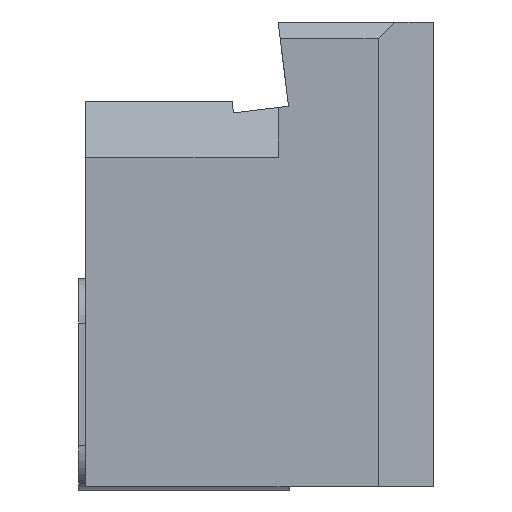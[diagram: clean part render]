
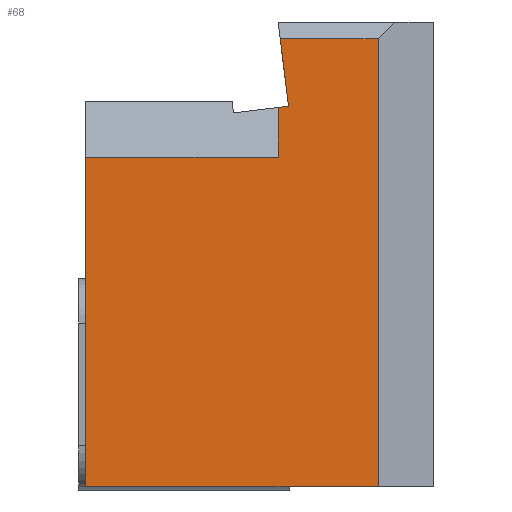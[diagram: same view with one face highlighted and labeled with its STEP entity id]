
A CAD part, left-side view. The second image highlights one B-rep face of the part: STEP entity #68.
In plain terms, the highlighted planar face has unit normal (-1, 0, 0).
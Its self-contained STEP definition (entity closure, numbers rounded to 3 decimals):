
#68=ADVANCED_FACE('',(#122),#98,.T.);
#98=PLANE('',#627);
#122=FACE_OUTER_BOUND('',#152,.T.);
#152=EDGE_LOOP('',(#197,#198,#199,#200,#201,#202,#203,#204));
#197=ORIENTED_EDGE('',*,*,#403,.T.);
#198=ORIENTED_EDGE('',*,*,#404,.T.);
#199=ORIENTED_EDGE('',*,*,#405,.T.);
#200=ORIENTED_EDGE('',*,*,#406,.F.);
#201=ORIENTED_EDGE('',*,*,#407,.T.);
#202=ORIENTED_EDGE('',*,*,#408,.T.);
#203=ORIENTED_EDGE('',*,*,#389,.T.);
#204=ORIENTED_EDGE('',*,*,#409,.T.);
#337=VERTEX_POINT('',#831);
#338=VERTEX_POINT('',#833);
#349=VERTEX_POINT('',#861);
#350=VERTEX_POINT('',#862);
#351=VERTEX_POINT('',#864);
#352=VERTEX_POINT('',#866);
#353=VERTEX_POINT('',#868);
#354=VERTEX_POINT('',#870);
#389=EDGE_CURVE('',#338,#337,#467,.T.);
#403=EDGE_CURVE('',#349,#350,#480,.T.);
#404=EDGE_CURVE('',#350,#351,#481,.T.);
#405=EDGE_CURVE('',#351,#352,#482,.T.);
#406=EDGE_CURVE('',#353,#352,#483,.T.);
#407=EDGE_CURVE('',#353,#354,#484,.T.);
#408=EDGE_CURVE('',#354,#338,#485,.T.);
#409=EDGE_CURVE('',#337,#349,#486,.T.);
#467=LINE('',#832,#533);
#480=LINE('',#860,#546);
#481=LINE('',#863,#547);
#482=LINE('',#865,#548);
#483=LINE('',#867,#549);
#484=LINE('',#869,#550);
#485=LINE('',#871,#551);
#486=LINE('',#872,#552);
#533=VECTOR('',#675,1.);
#546=VECTOR('',#696,1.);
#547=VECTOR('',#697,1.);
#548=VECTOR('',#698,1.);
#549=VECTOR('',#699,1.);
#550=VECTOR('',#700,1.);
#551=VECTOR('',#701,1.);
#552=VECTOR('',#702,1.);
#627=AXIS2_PLACEMENT_3D('',#873,#703,#704);
#675=DIRECTION('',(0.,-1.,0.));
#696=DIRECTION('',(0.,1.,0.));
#697=DIRECTION('',(0.,-0.122,-0.993));
#698=DIRECTION('',(0.,0.993,-0.122));
#699=DIRECTION('',(0.,0.,1.));
#700=DIRECTION('',(0.,1.,0.));
#701=DIRECTION('',(0.,0.,-1.));
#702=DIRECTION('',(0.,0.,1.));
#703=DIRECTION('',(-1.,0.,0.));
#704=DIRECTION('',(0.,0.,-1.));
#831=CARTESIAN_POINT('',(0.,4.988,-41.9));
#832=CARTESIAN_POINT('',(0.,0.,-41.9));
#833=CARTESIAN_POINT('',(0.,31.35,-41.9));
#860=CARTESIAN_POINT('',(0.,0.,-1.5));
#861=CARTESIAN_POINT('',(0.,4.988,-1.5));
#862=CARTESIAN_POINT('',(0.,13.816,-1.5));
#863=CARTESIAN_POINT('',(0.,13.068,-7.591));
#864=CARTESIAN_POINT('',(0.,13.068,-7.591));
#865=CARTESIAN_POINT('',(0.,18.031,-8.2));
#866=CARTESIAN_POINT('',(0.,14.,-7.705));
#867=CARTESIAN_POINT('',(0.,14.,-7.2));
#868=CARTESIAN_POINT('',(0.,14.,-12.2));
#869=CARTESIAN_POINT('',(0.,43.,-12.2));
#870=CARTESIAN_POINT('',(0.,31.35,-12.2));
#871=CARTESIAN_POINT('',(0.,31.35,-41.9));
#872=CARTESIAN_POINT('',(0.,4.988,0.));
#873=CARTESIAN_POINT('',(0.,31.35,0.));
